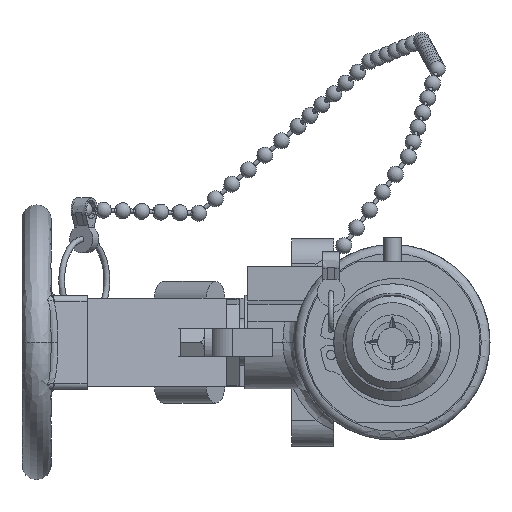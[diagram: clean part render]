
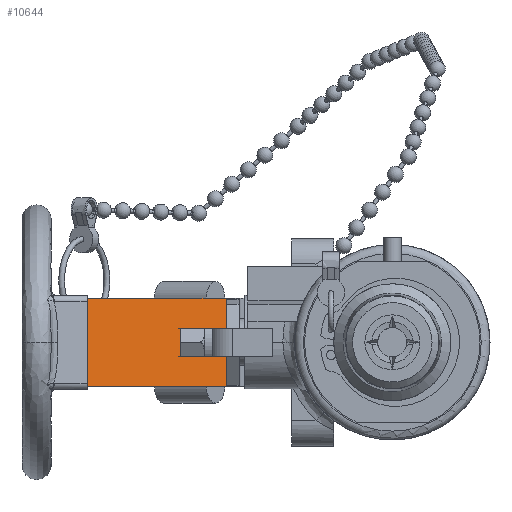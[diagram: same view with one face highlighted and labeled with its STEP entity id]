
A CAD part, left-side view. The second image highlights one B-rep face of the part: STEP entity #10644.
In plain terms, the highlighted planar face has unit normal (-0.838, -0.545, 0).
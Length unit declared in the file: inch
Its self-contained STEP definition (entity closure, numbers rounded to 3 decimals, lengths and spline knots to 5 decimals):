
#137=CARTESIAN_POINT('',(0.6465,1.42,-0.375));
#138=VERTEX_POINT('',#137);
#145=CARTESIAN_POINT('',(-0.1255,2.60769,-0.375));
#146=VERTEX_POINT('',#145);
#147=CARTESIAN_POINT('',(-0.1255,2.60769,-0.375));
#148=DIRECTION('',(0.545,-0.838,0.));
#149=VECTOR('',#148,1.41654);
#150=LINE('',#147,#149);
#151=EDGE_CURVE('',#146,#138,#150,.T.);
#367=CARTESIAN_POINT('',(-0.1255,2.60769,0.375));
#368=VERTEX_POINT('',#367);
#375=CARTESIAN_POINT('',(0.6465,1.42,0.375));
#376=VERTEX_POINT('',#375);
#377=CARTESIAN_POINT('',(0.6465,1.42,0.375));
#378=DIRECTION('',(-0.545,0.838,0.));
#379=VECTOR('',#378,1.41654);
#380=LINE('',#377,#379);
#381=EDGE_CURVE('',#376,#368,#380,.T.);
#7904=CARTESIAN_POINT('',(-0.1255,2.60769,0.375));
#7905=DIRECTION('',(0.0,0.0,-1.0));
#7906=VECTOR('',#7905,0.75);
#7907=LINE('',#7904,#7906);
#7908=EDGE_CURVE('',#368,#146,#7907,.T.);
#10580=CARTESIAN_POINT('',(-0.4065,3.04,0.375));
#10581=DIRECTION('',(-0.838,-0.545,0.));
#10582=DIRECTION('',(-0.545,0.838,0.));
#10583=AXIS2_PLACEMENT_3D('',#10580,#10581,#10582);
#10584=PLANE('',#10583);
#10585=ORIENTED_EDGE('',*,*,#7908,.T.);
#10586=ORIENTED_EDGE('',*,*,#151,.T.);
#10587=CARTESIAN_POINT('',(0.6465,1.42,-0.12));
#10588=VERTEX_POINT('',#10587);
#10589=CARTESIAN_POINT('',(0.6465,1.42,-0.12));
#10590=DIRECTION('',(0.0,0.0,-1.0));
#10591=VECTOR('',#10590,0.255);
#10592=LINE('',#10589,#10591);
#10593=EDGE_CURVE('',#10588,#138,#10592,.T.);
#10594=ORIENTED_EDGE('',*,*,#10593,.F.);
#10595=CARTESIAN_POINT('',(0.62845,1.44776,-0.12));
#10596=VERTEX_POINT('',#10595);
#10597=CARTESIAN_POINT('',(0.6465,1.42,-0.12));
#10598=DIRECTION('',(-0.545,0.838,0.));
#10599=VECTOR('',#10598,0.03311);
#10600=LINE('',#10597,#10599);
#10601=EDGE_CURVE('',#10588,#10596,#10600,.T.);
#10602=ORIENTED_EDGE('',*,*,#10601,.T.);
#10603=CARTESIAN_POINT('',(0.39301,1.80998,-0.12));
#10604=VERTEX_POINT('',#10603);
#10605=CARTESIAN_POINT('',(0.62845,1.44776,-0.12));
#10606=DIRECTION('',(-0.545,0.838,0.));
#10607=VECTOR('',#10606,0.43201);
#10608=LINE('',#10605,#10607);
#10609=EDGE_CURVE('',#10596,#10604,#10608,.T.);
#10610=ORIENTED_EDGE('',*,*,#10609,.T.);
#10611=CARTESIAN_POINT('',(0.39301,1.80998,0.12));
#10612=VERTEX_POINT('',#10611);
#10613=CARTESIAN_POINT('',(0.39301,1.80998,-0.12));
#10614=DIRECTION('',(0.0,0.0,1.0));
#10615=VECTOR('',#10614,0.24);
#10616=LINE('',#10613,#10615);
#10617=EDGE_CURVE('',#10604,#10612,#10616,.T.);
#10618=ORIENTED_EDGE('',*,*,#10617,.T.);
#10619=CARTESIAN_POINT('',(0.62845,1.44776,0.12));
#10620=VERTEX_POINT('',#10619);
#10621=CARTESIAN_POINT('',(0.39301,1.80998,0.12));
#10622=DIRECTION('',(0.545,-0.838,0.));
#10623=VECTOR('',#10622,0.43201);
#10624=LINE('',#10621,#10623);
#10625=EDGE_CURVE('',#10612,#10620,#10624,.T.);
#10626=ORIENTED_EDGE('',*,*,#10625,.T.);
#10627=CARTESIAN_POINT('',(0.6465,1.42,0.12));
#10628=VERTEX_POINT('',#10627);
#10629=CARTESIAN_POINT('',(0.62845,1.44776,0.12));
#10630=DIRECTION('',(0.545,-0.838,0.));
#10631=VECTOR('',#10630,0.03311);
#10632=LINE('',#10629,#10631);
#10633=EDGE_CURVE('',#10620,#10628,#10632,.T.);
#10634=ORIENTED_EDGE('',*,*,#10633,.T.);
#10635=CARTESIAN_POINT('',(0.6465,1.42,0.375));
#10636=DIRECTION('',(0.0,0.0,-1.0));
#10637=VECTOR('',#10636,0.255);
#10638=LINE('',#10635,#10637);
#10639=EDGE_CURVE('',#376,#10628,#10638,.T.);
#10640=ORIENTED_EDGE('',*,*,#10639,.F.);
#10641=ORIENTED_EDGE('',*,*,#381,.T.);
#10642=EDGE_LOOP('',(#10585,#10586,#10594,#10602,#10610,#10618,#10626,#10634,#10640,#10641));
#10643=FACE_OUTER_BOUND('',#10642,.T.);
#10644=ADVANCED_FACE('',(#10643),#10584,.T.);
